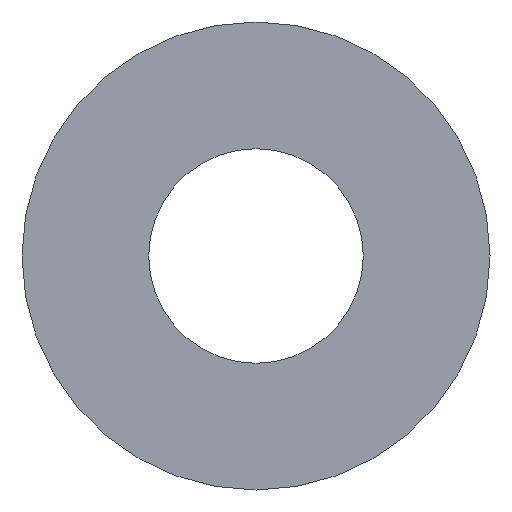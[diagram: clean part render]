
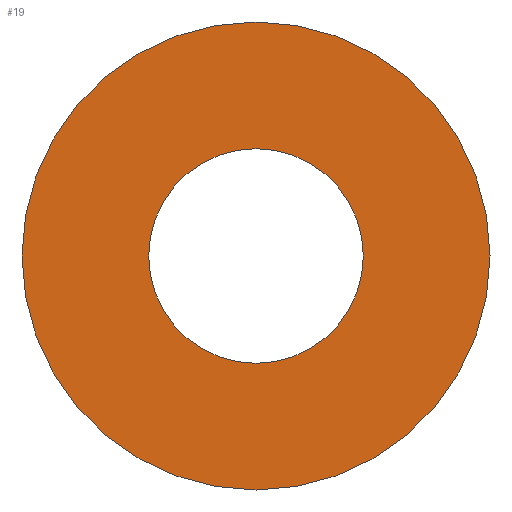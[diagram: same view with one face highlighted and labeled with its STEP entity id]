
A CAD part, front view. The second image highlights one B-rep face of the part: STEP entity #19.
In plain terms, the highlighted planar face has unit normal (0, -1, 0).
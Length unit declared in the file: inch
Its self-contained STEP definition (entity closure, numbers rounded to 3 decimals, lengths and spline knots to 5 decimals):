
#4 = CIRCLE ( 'NONE', #179, 0.172 ) ;
#19 = ADVANCED_FACE ( 'NONE', ( #247, #252 ), #37, .F. ) ;
#35 = DIRECTION ( 'NONE',  ( 0., 1., 0. ) ) ;
#37 = PLANE ( 'NONE',  #186 ) ;
#38 = CARTESIAN_POINT ( 'NONE',  ( 0., 0., 0. ) ) ;
#40 = DIRECTION ( 'NONE',  ( 0., 0., 1. ) ) ;
#41 = CARTESIAN_POINT ( 'NONE',  ( 0., 0., 0.375 ) ) ;
#48 = CARTESIAN_POINT ( 'NONE',  ( 0., 0., -0.375 ) ) ;
#49 = CARTESIAN_POINT ( 'NONE',  ( 0., 0., 0.172 ) ) ;
#51 = CARTESIAN_POINT ( 'NONE',  ( 0., 0., -0.172 ) ) ;
#62 = DIRECTION ( 'NONE',  ( 0., 1., 0. ) ) ;
#63 = DIRECTION ( 'NONE',  ( 0., 0., 1. ) ) ;
#66 = CARTESIAN_POINT ( 'NONE',  ( 0., 0., 0. ) ) ;
#69 = DIRECTION ( 'NONE',  ( 0., 0., 1. ) ) ;
#74 = CARTESIAN_POINT ( 'NONE',  ( 0., 0., 0. ) ) ;
#75 = DIRECTION ( 'NONE',  ( 0., 1., 0. ) ) ;
#76 = DIRECTION ( 'NONE',  ( 0., 0., 1. ) ) ;
#80 = CARTESIAN_POINT ( 'NONE',  ( 0., 0., 0. ) ) ;
#83 = CARTESIAN_POINT ( 'NONE',  ( 0., 0., 0. ) ) ;
#85 = DIRECTION ( 'NONE',  ( 0., 1., 0. ) ) ;
#86 = DIRECTION ( 'NONE',  ( 0., 0., 1. ) ) ;
#88 = DIRECTION ( 'NONE',  ( 0., 1., 0. ) ) ;
#96 = VERTEX_POINT ( 'NONE', #48 ) ;
#97 = VERTEX_POINT ( 'NONE', #41 ) ;
#98 = VERTEX_POINT ( 'NONE', #49 ) ;
#104 = VERTEX_POINT ( 'NONE', #51 ) ;
#126 = CIRCLE ( 'NONE', #164, 0.375 ) ;
#133 = ORIENTED_EDGE ( 'NONE', *, *, #177, .F. ) ;
#134 = ORIENTED_EDGE ( 'NONE', *, *, #176, .T. ) ;
#136 = ORIENTED_EDGE ( 'NONE', *, *, #198, .F. ) ;
#137 = ORIENTED_EDGE ( 'NONE', *, *, #170, .T. ) ;
#144 = EDGE_LOOP ( 'NONE', ( #133, #136 ) ) ;
#146 = EDGE_LOOP ( 'NONE', ( #137, #134 ) ) ;
#151 = CIRCLE ( 'NONE', #175, 0.375 ) ;
#164 = AXIS2_PLACEMENT_3D ( 'NONE', #66, #62, #69 ) ;
#170 = EDGE_CURVE ( 'NONE', #98, #104, #4, .T. ) ;
#175 = AXIS2_PLACEMENT_3D ( 'NONE', #80, #88, #63 ) ;
#176 = EDGE_CURVE ( 'NONE', #104, #98, #251, .T. ) ;
#177 = EDGE_CURVE ( 'NONE', #96, #97, #151, .T. ) ;
#179 = AXIS2_PLACEMENT_3D ( 'NONE', #74, #75, #76 ) ;
#186 = AXIS2_PLACEMENT_3D ( 'NONE', #38, #35, #40 ) ;
#192 = AXIS2_PLACEMENT_3D ( 'NONE', #83, #85, #86 ) ;
#198 = EDGE_CURVE ( 'NONE', #97, #96, #126, .T. ) ;
#247 = FACE_BOUND ( 'NONE', #146, .T. ) ;
#251 = CIRCLE ( 'NONE', #192, 0.172 ) ;
#252 = FACE_OUTER_BOUND ( 'NONE', #144, .T. ) ;
